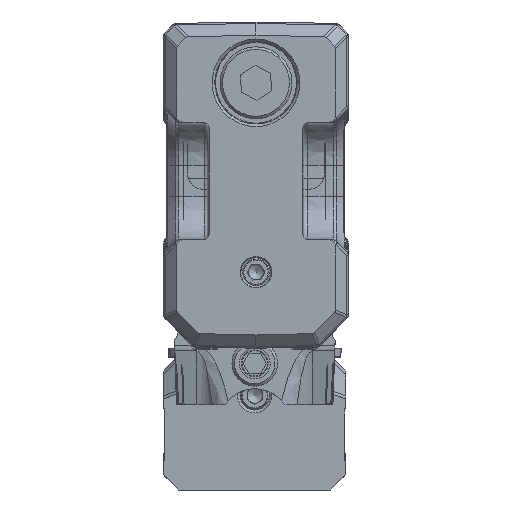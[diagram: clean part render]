
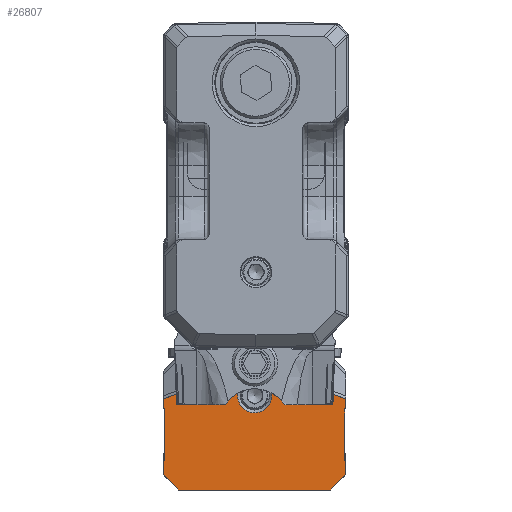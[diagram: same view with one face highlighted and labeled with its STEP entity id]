
A CAD part, front view. The second image highlights one B-rep face of the part: STEP entity #26807.
In plain terms, the highlighted planar face has unit normal (0, -1, 0).
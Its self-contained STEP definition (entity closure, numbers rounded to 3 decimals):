
#9446=FACE_BOUND('',#41337,.T.);
#9447=FACE_BOUND('',#41338,.T.);
#26807=ADVANCED_FACE('',(#9446,#9447),#29552,.F.);
#29552=PLANE('',#122959);
#41337=EDGE_LOOP('',(#67276,#67277,#67278,#67279,#67280,#67281,#67282,#67283,
#67284,#67285,#67286,#67287,#67288,#67289,#67290,#67291,#67292,#67293,#67294,
#67295,#67296,#67297));
#41338=EDGE_LOOP('',(#67298));
#67276=ORIENTED_EDGE('',*,*,#91729,.T.);
#67277=ORIENTED_EDGE('',*,*,#88824,.T.);
#67278=ORIENTED_EDGE('',*,*,#88825,.F.);
#67279=ORIENTED_EDGE('',*,*,#88843,.T.);
#67280=ORIENTED_EDGE('',*,*,#91728,.T.);
#67281=ORIENTED_EDGE('',*,*,#91477,.T.);
#67282=ORIENTED_EDGE('',*,*,#89411,.F.);
#67283=ORIENTED_EDGE('',*,*,#91544,.T.);
#67284=ORIENTED_EDGE('',*,*,#91716,.T.);
#67285=ORIENTED_EDGE('',*,*,#88898,.T.);
#67286=ORIENTED_EDGE('',*,*,#88884,.T.);
#67287=ORIENTED_EDGE('',*,*,#88873,.T.);
#67288=ORIENTED_EDGE('',*,*,#89398,.T.);
#67289=ORIENTED_EDGE('',*,*,#91547,.F.);
#67290=ORIENTED_EDGE('',*,*,#91195,.F.);
#67291=ORIENTED_EDGE('',*,*,#91197,.F.);
#67292=ORIENTED_EDGE('',*,*,#91606,.F.);
#67293=ORIENTED_EDGE('',*,*,#89349,.T.);
#67294=ORIENTED_EDGE('',*,*,#91608,.T.);
#67295=ORIENTED_EDGE('',*,*,#91502,.T.);
#67296=ORIENTED_EDGE('',*,*,#91501,.T.);
#67297=ORIENTED_EDGE('',*,*,#91182,.T.);
#67298=ORIENTED_EDGE('',*,*,#89125,.T.);
#76344=VERTEX_POINT('',#197274);
#76345=VERTEX_POINT('',#197276);
#76346=VERTEX_POINT('',#197280);
#76361=VERTEX_POINT('',#197314);
#76382=VERTEX_POINT('',#197371);
#76385=VERTEX_POINT('',#197376);
#76395=VERTEX_POINT('',#197400);
#76404=VERTEX_POINT('',#197424);
#76590=VERTEX_POINT('',#197988);
#76768=VERTEX_POINT('',#198495);
#76769=VERTEX_POINT('',#198497);
#76815=VERTEX_POINT('',#198656);
#76824=VERTEX_POINT('',#198680);
#76825=VERTEX_POINT('',#198682);
#77950=VERTEX_POINT('',#210302);
#77951=VERTEX_POINT('',#210304);
#77957=VERTEX_POINT('',#210325);
#77958=VERTEX_POINT('',#210327);
#77959=VERTEX_POINT('',#210331);
#78077=VERTEX_POINT('',#212011);
#78088=VERTEX_POINT('',#212094);
#78089=VERTEX_POINT('',#212098);
#78103=VERTEX_POINT('',#212253);
#88824=EDGE_CURVE('',#76344,#76345,#98854,.T.);
#88825=EDGE_CURVE('',#76346,#76345,#98855,.T.);
#88843=EDGE_CURVE('',#76346,#76361,#98868,.T.);
#88873=EDGE_CURVE('',#76382,#76385,#98889,.T.);
#88884=EDGE_CURVE('',#76395,#76382,#98895,.T.);
#88898=EDGE_CURVE('',#76404,#76395,#98906,.T.);
#89125=EDGE_CURVE('',#76590,#76590,#111967,.T.);
#89349=EDGE_CURVE('',#76769,#76768,#99118,.T.);
#89398=EDGE_CURVE('',#76385,#76815,#99137,.T.);
#89411=EDGE_CURVE('',#76824,#76825,#99147,.T.);
#91182=EDGE_CURVE('',#77951,#77950,#99775,.T.);
#91195=EDGE_CURVE('',#77958,#77957,#112527,.T.);
#91197=EDGE_CURVE('',#77959,#77958,#99788,.T.);
#91477=EDGE_CURVE('',#78077,#76825,#99936,.T.);
#91501=EDGE_CURVE('',#78088,#77951,#112561,.T.);
#91502=EDGE_CURVE('',#78089,#78088,#99952,.T.);
#91544=EDGE_CURVE('',#76824,#78103,#99986,.T.);
#91547=EDGE_CURVE('',#77957,#76815,#99989,.T.);
#91606=EDGE_CURVE('',#76769,#77959,#112577,.T.);
#91608=EDGE_CURVE('',#76768,#78089,#112578,.T.);
#91716=EDGE_CURVE('',#78103,#76404,#100087,.T.);
#91728=EDGE_CURVE('',#76361,#78077,#100099,.T.);
#91729=EDGE_CURVE('',#77950,#76344,#100100,.T.);
#98854=LINE('',#197277,#107171);
#98855=LINE('',#197279,#107172);
#98868=LINE('',#197315,#107185);
#98889=LINE('',#197377,#107206);
#98895=LINE('',#197399,#107212);
#98906=LINE('',#197427,#107223);
#99118=LINE('',#198496,#107435);
#99137=LINE('',#198657,#107454);
#99147=LINE('',#198681,#107464);
#99775=LINE('',#210303,#108165);
#99788=LINE('',#210332,#108178);
#99936=LINE('',#212013,#108326);
#99952=LINE('',#212097,#108342);
#99986=LINE('',#212254,#108376);
#99989=LINE('',#212260,#108379);
#100087=LINE('',#212927,#108477);
#100099=LINE('',#212957,#108489);
#100100=LINE('',#212960,#108490);
#107171=VECTOR('',#141086,1.);
#107172=VECTOR('',#141089,1.);
#107185=VECTOR('',#141116,1.);
#107206=VECTOR('',#141171,1.);
#107212=VECTOR('',#141191,1.);
#107223=VECTOR('',#141214,1.);
#107435=VECTOR('',#142156,1.);
#107454=VECTOR('',#142217,1.);
#107464=VECTOR('',#142237,1.);
#108165=VECTOR('',#144972,1.);
#108178=VECTOR('',#144999,1.);
#108326=VECTOR('',#145515,1.);
#108342=VECTOR('',#145597,1.);
#108376=VECTOR('',#145687,1.);
#108379=VECTOR('',#145694,1.);
#108477=VECTOR('',#146118,1.);
#108489=VECTOR('',#146166,1.);
#108490=VECTOR('',#146171,1.);
#111967=CIRCLE('',#121301,1.7);
#112527=CIRCLE('',#122526,0.8);
#112561=CIRCLE('',#122743,0.8);
#112577=CIRCLE('',#122835,0.8);
#112578=CIRCLE('',#122839,0.8);
#121301=AXIS2_PLACEMENT_3D('',#197987,#141691,#141692);
#122526=AXIS2_PLACEMENT_3D('',#210328,#144994,#144995);
#122743=AXIS2_PLACEMENT_3D('',#212095,#145593,#145594);
#122835=AXIS2_PLACEMENT_3D('',#212577,#145838,#145839);
#122839=AXIS2_PLACEMENT_3D('',#212582,#145847,#145848);
#122959=AXIS2_PLACEMENT_3D('',#212962,#146174,#146175);
#141086=DIRECTION('',(1.,0.,0.));
#141089=DIRECTION('',(0.,0.,1.));
#141116=DIRECTION('',(-1.,0.,0.));
#141171=DIRECTION('',(1.,0.,0.));
#141191=DIRECTION('',(0.,0.,1.));
#141214=DIRECTION('',(-1.,0.,0.));
#141691=DIRECTION('',(0.,1.,0.));
#141692=DIRECTION('',(-1.,0.,0.));
#142156=DIRECTION('',(-1.,0.,0.));
#142217=DIRECTION('',(0.,0.,1.));
#142237=DIRECTION('',(-1.,0.,0.));
#144972=DIRECTION('',(-0.94,0.,-0.342));
#144994=DIRECTION('',(0.,-1.,0.));
#144995=DIRECTION('',(-1.,0.,0.));
#144999=DIRECTION('',(-0.5,0.,-0.866));
#145515=DIRECTION('',(0.707,0.,-0.707));
#145593=DIRECTION('',(0.,1.,0.));
#145594=DIRECTION('',(-1.,0.,0.));
#145597=DIRECTION('',(0.5,0.,-0.866));
#145687=DIRECTION('',(0.707,0.,0.707));
#145694=DIRECTION('',(0.94,0.,-0.342));
#145838=DIRECTION('',(0.,1.,0.));
#145839=DIRECTION('',(-1.,0.,0.));
#145847=DIRECTION('',(0.,-1.,0.));
#145848=DIRECTION('',(-1.,0.,0.));
#146118=DIRECTION('',(0.,0.,1.));
#146166=DIRECTION('',(0.,0.,-1.));
#146171=DIRECTION('',(0.,0.,-1.));
#146174=DIRECTION('',(0.,1.,0.));
#146175=DIRECTION('',(0.,0.,1.));
#197274=CARTESIAN_POINT('',(-9.,302.5,-38.2));
#197276=CARTESIAN_POINT('',(-8.885,302.5,-38.2));
#197277=CARTESIAN_POINT('',(0.,302.5,-38.2));
#197279=CARTESIAN_POINT('',(-8.885,302.5,-46.2));
#197280=CARTESIAN_POINT('',(-8.885,302.5,-43.285));
#197314=CARTESIAN_POINT('',(-9.,302.5,-43.285));
#197315=CARTESIAN_POINT('',(0.,302.5,-43.285));
#197371=CARTESIAN_POINT('',(8.885,302.5,-38.2));
#197376=CARTESIAN_POINT('',(9.,302.5,-38.2));
#197377=CARTESIAN_POINT('',(0.,302.5,-38.2));
#197399=CARTESIAN_POINT('',(8.885,302.5,-46.2));
#197400=CARTESIAN_POINT('',(8.885,302.5,-43.285));
#197424=CARTESIAN_POINT('',(9.,302.5,-43.285));
#197427=CARTESIAN_POINT('',(0.,302.5,-43.285));
#197987=CARTESIAN_POINT('',(0.,302.5,-36.874));
#197988=CARTESIAN_POINT('',(-1.7,302.5,-36.874));
#198495=CARTESIAN_POINT('',(-5.922,302.5,-33.2));
#198496=CARTESIAN_POINT('',(0.,302.5,-33.2));
#198497=CARTESIAN_POINT('',(5.922,302.5,-33.2));
#198656=CARTESIAN_POINT('',(9.,302.5,-37.2));
#198657=CARTESIAN_POINT('',(9.,302.5,-46.2));
#198680=CARTESIAN_POINT('',(7.5,302.5,-46.2));
#198681=CARTESIAN_POINT('',(0.,302.5,-46.2));
#198682=CARTESIAN_POINT('',(-7.5,302.5,-46.2));
#210302=CARTESIAN_POINT('',(-9.,302.5,-37.2));
#210303=CARTESIAN_POINT('',(-3.945,302.5,-35.36));
#210304=CARTESIAN_POINT('',(-5.922,302.5,-36.08));
#210325=CARTESIAN_POINT('',(5.922,302.5,-36.08));
#210327=CARTESIAN_POINT('',(5.502,302.5,-34.928));
#210328=CARTESIAN_POINT('',(6.195,302.5,-35.328));
#210331=CARTESIAN_POINT('',(5.985,302.5,-34.092));
#210332=CARTESIAN_POINT('',(-0.754,302.5,-45.765));
#212011=CARTESIAN_POINT('',(-9.,302.5,-44.7));
#212013=CARTESIAN_POINT('',(-3.75,302.5,-49.95));
#212094=CARTESIAN_POINT('',(-5.502,302.5,-34.928));
#212095=CARTESIAN_POINT('',(-6.195,302.5,-35.328));
#212097=CARTESIAN_POINT('',(0.754,302.5,-45.765));
#212098=CARTESIAN_POINT('',(-5.985,302.5,-34.092));
#212253=CARTESIAN_POINT('',(9.,302.5,-44.7));
#212254=CARTESIAN_POINT('',(3.75,302.5,-49.95));
#212260=CARTESIAN_POINT('',(3.945,302.5,-35.36));
#212577=CARTESIAN_POINT('',(5.292,302.5,-33.692));
#212582=CARTESIAN_POINT('',(-5.292,302.5,-33.692));
#212927=CARTESIAN_POINT('',(9.,302.5,-46.2));
#212957=CARTESIAN_POINT('',(-9.,302.5,-46.2));
#212960=CARTESIAN_POINT('',(-9.,302.5,-46.2));
#212962=CARTESIAN_POINT('',(0.,302.5,-46.2));
